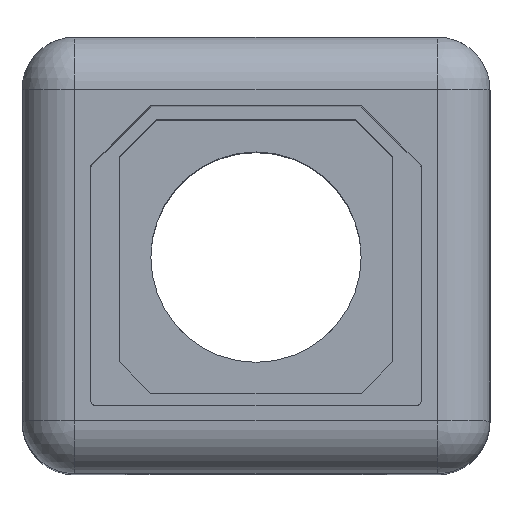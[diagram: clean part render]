
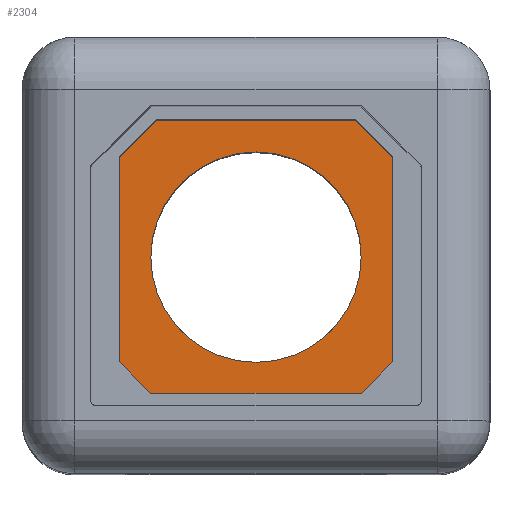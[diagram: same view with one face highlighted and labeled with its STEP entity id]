
A CAD part, top view. The second image highlights one B-rep face of the part: STEP entity #2304.
In plain terms, the highlighted planar face has unit normal (0, 0, 1).
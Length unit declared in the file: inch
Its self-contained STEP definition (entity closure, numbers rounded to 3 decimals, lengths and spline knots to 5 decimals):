
#1479 = AXIS2_PLACEMENT_3D ( 'NONE', #4031, #4032, #4033 ) ;
#1854 = CIRCLE ( 'NONE', #1479, 0.1 ) ;
#1858 = VECTOR ( 'NONE', #4004, 39.37008 ) ;
#1859 = VECTOR ( 'NONE', #4002, 39.37008 ) ;
#1860 = LINE ( 'NONE', #4003, #1858 ) ;
#1861 = VECTOR ( 'NONE', #4000, 39.37008 ) ;
#1862 = LINE ( 'NONE', #4001, #1859 ) ;
#1863 = VECTOR ( 'NONE', #3998, 39.37008 ) ;
#1864 = LINE ( 'NONE', #3999, #1861 ) ;
#1865 = VECTOR ( 'NONE', #3996, 39.37008 ) ;
#1866 = LINE ( 'NONE', #3997, #1863 ) ;
#1867 = VECTOR ( 'NONE', #3994, 39.37008 ) ;
#1868 = LINE ( 'NONE', #3995, #1865 ) ;
#1869 = VECTOR ( 'NONE', #3992, 39.37008 ) ;
#1870 = LINE ( 'NONE', #3993, #1867 ) ;
#1871 = VECTOR ( 'NONE', #3958, 39.37008 ) ;
#1873 = LINE ( 'NONE', #3985, #1869 ) ;
#1875 = CIRCLE ( 'NONE', #3183, 0.1 ) ;
#1882 = LINE ( 'NONE', #3987, #1871 ) ;
#2304 = ADVANCED_FACE ( 'NONE', ( #10206, #10200 ), #3647, .F. ) ;
#3183 = AXIS2_PLACEMENT_3D ( 'NONE', #3988, #3989, #3990 ) ;
#3643 = CARTESIAN_POINT ( 'NONE',  ( 0., 0., -1.005 ) ) ;
#3647 = PLANE ( 'NONE',  #10492 ) ;
#3651 = DIRECTION ( 'NONE',  ( 0., 0., -1. ) ) ;
#3912 = DIRECTION ( 'NONE',  ( -1., 0., 0. ) ) ;
#3958 = DIRECTION ( 'NONE',  ( -0.707, 0.707, 0. ) ) ;
#3985 = CARTESIAN_POINT ( 'NONE',  ( 0.09473, 0.13, -1.005 ) ) ;
#3987 = CARTESIAN_POINT ( 'NONE',  ( 0.13, 0.09473, -1.005 ) ) ;
#3988 = CARTESIAN_POINT ( 'NONE',  ( 0., 0., -1.005 ) ) ;
#3989 = DIRECTION ( 'NONE',  ( 0., 0., -1. ) ) ;
#3990 = DIRECTION ( 'NONE',  ( -1., 0., 0. ) ) ;
#3992 = DIRECTION ( 'NONE',  ( -1., 0., 0. ) ) ;
#3993 = CARTESIAN_POINT ( 'NONE',  ( -0.09473, 0.13, -1.005 ) ) ;
#3994 = DIRECTION ( 'NONE',  ( -0.707, -0.707, 0. ) ) ;
#3995 = CARTESIAN_POINT ( 'NONE',  ( -0.13, 0.09473, -1.005 ) ) ;
#3996 = DIRECTION ( 'NONE',  ( 0., -1., 0. ) ) ;
#3997 = CARTESIAN_POINT ( 'NONE',  ( -0.13, -0.1, -1.005 ) ) ;
#3998 = DIRECTION ( 'NONE',  ( 0.707, -0.707, 0. ) ) ;
#3999 = CARTESIAN_POINT ( 'NONE',  ( -0.1, -0.13, -1.005 ) ) ;
#4000 = DIRECTION ( 'NONE',  ( 1., 0., 0. ) ) ;
#4001 = CARTESIAN_POINT ( 'NONE',  ( 0.1, -0.13, -1.005 ) ) ;
#4002 = DIRECTION ( 'NONE',  ( 0.707, 0.707, 0. ) ) ;
#4003 = CARTESIAN_POINT ( 'NONE',  ( 0.13, -0.1, -1.005 ) ) ;
#4004 = DIRECTION ( 'NONE',  ( 0., 1., 0. ) ) ;
#4031 = CARTESIAN_POINT ( 'NONE',  ( 0., 0., -1.005 ) ) ;
#4032 = DIRECTION ( 'NONE',  ( 0., 0., -1. ) ) ;
#4033 = DIRECTION ( 'NONE',  ( -1., 0., 0. ) ) ;
#4383 = CARTESIAN_POINT ( 'NONE',  ( 0.13, 0.09473, -1.005 ) ) ;
#4388 = CARTESIAN_POINT ( 'NONE',  ( 0.09473, 0.13, -1.005 ) ) ;
#4390 = CARTESIAN_POINT ( 'NONE',  ( -0.09473, 0.13, -1.005 ) ) ;
#4391 = CARTESIAN_POINT ( 'NONE',  ( -0.13, 0.09473, -1.005 ) ) ;
#4392 = CARTESIAN_POINT ( 'NONE',  ( -0.13, -0.1, -1.005 ) ) ;
#4393 = CARTESIAN_POINT ( 'NONE',  ( -0.1, -0.13, -1.005 ) ) ;
#4394 = CARTESIAN_POINT ( 'NONE',  ( 0.1, -0.13, -1.005 ) ) ;
#4395 = CARTESIAN_POINT ( 'NONE',  ( 0.13, -0.1, -1.005 ) ) ;
#6213 = EDGE_LOOP ( 'NONE', ( #8961, #8962 ) ) ;
#6838 = VERTEX_POINT ( 'NONE', #10779 ) ;
#6849 = VERTEX_POINT ( 'NONE', #10790 ) ;
#8498 = EDGE_CURVE ( 'NONE', #6838, #6849, #1875, .T. ) ;
#8499 = EDGE_CURVE ( 'NONE', #11923, #11928, #1882, .T. ) ;
#8500 = EDGE_CURVE ( 'NONE', #11928, #11930, #1873, .T. ) ;
#8501 = EDGE_CURVE ( 'NONE', #11930, #11931, #1870, .T. ) ;
#8502 = EDGE_CURVE ( 'NONE', #11931, #11932, #1868, .T. ) ;
#8503 = EDGE_CURVE ( 'NONE', #11932, #11933, #1866, .T. ) ;
#8504 = EDGE_CURVE ( 'NONE', #11933, #11934, #1864, .T. ) ;
#8505 = EDGE_CURVE ( 'NONE', #11934, #11935, #1862, .T. ) ;
#8506 = EDGE_CURVE ( 'NONE', #11935, #11923, #1860, .T. ) ;
#8512 = EDGE_CURVE ( 'NONE', #6849, #6838, #1854, .T. ) ;
#8961 = ORIENTED_EDGE ( 'NONE', *, *, #8498, .T. ) ;
#8962 = ORIENTED_EDGE ( 'NONE', *, *, #8512, .T. ) ;
#8963 = ORIENTED_EDGE ( 'NONE', *, *, #8499, .T. ) ;
#8964 = ORIENTED_EDGE ( 'NONE', *, *, #8500, .T. ) ;
#8965 = ORIENTED_EDGE ( 'NONE', *, *, #8501, .T. ) ;
#8966 = ORIENTED_EDGE ( 'NONE', *, *, #8502, .T. ) ;
#8967 = ORIENTED_EDGE ( 'NONE', *, *, #8503, .T. ) ;
#8968 = ORIENTED_EDGE ( 'NONE', *, *, #8504, .T. ) ;
#8969 = ORIENTED_EDGE ( 'NONE', *, *, #8505, .T. ) ;
#8970 = ORIENTED_EDGE ( 'NONE', *, *, #8506, .T. ) ;
#10200 = FACE_OUTER_BOUND ( 'NONE', #11746, .T. ) ;
#10206 = FACE_BOUND ( 'NONE', #6213, .T. ) ;
#10492 = AXIS2_PLACEMENT_3D ( 'NONE', #3643, #3651, #3912 ) ;
#10779 = CARTESIAN_POINT ( 'NONE',  ( -0.1, 0., -1.005 ) ) ;
#10790 = CARTESIAN_POINT ( 'NONE',  ( 0.1, 0., -1.005 ) ) ;
#11746 = EDGE_LOOP ( 'NONE', ( #8963, #8964, #8965, #8966, #8967, #8968, #8969, #8970 ) ) ;
#11923 = VERTEX_POINT ( 'NONE', #4383 ) ;
#11928 = VERTEX_POINT ( 'NONE', #4388 ) ;
#11930 = VERTEX_POINT ( 'NONE', #4390 ) ;
#11931 = VERTEX_POINT ( 'NONE', #4391 ) ;
#11932 = VERTEX_POINT ( 'NONE', #4392 ) ;
#11933 = VERTEX_POINT ( 'NONE', #4393 ) ;
#11934 = VERTEX_POINT ( 'NONE', #4394 ) ;
#11935 = VERTEX_POINT ( 'NONE', #4395 ) ;
